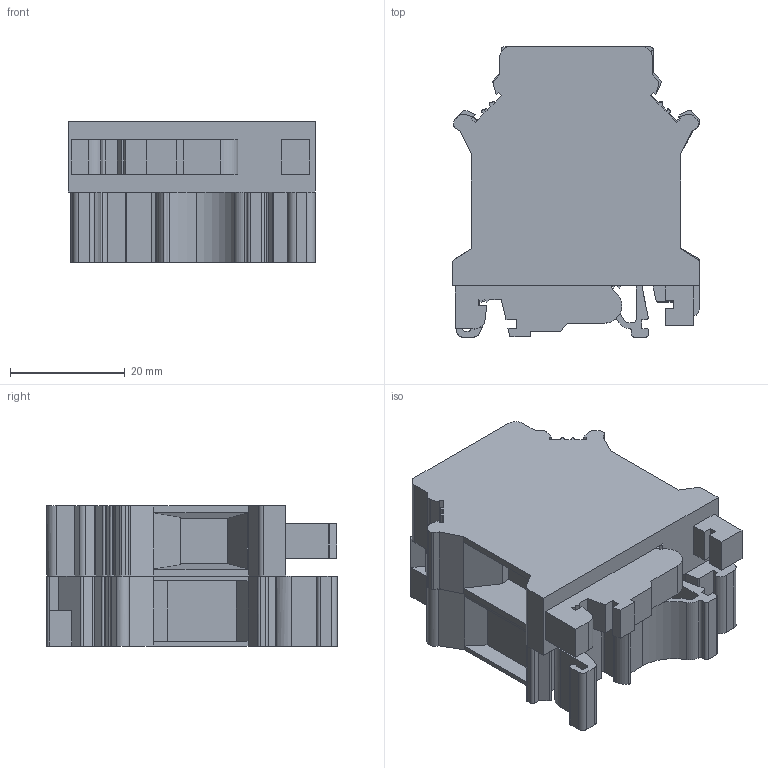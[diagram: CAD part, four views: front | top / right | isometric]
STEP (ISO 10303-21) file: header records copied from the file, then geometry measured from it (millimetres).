
FILE_DESCRIPTION((''),'2;1');
FILE_NAME('ASM0001_ASM','2021-09-06T',('Administrator'),(''),'PRO/ENGINEER BY PARAMETRIC TECHNOLOGY CORPORATION, 2013230','PRO/ENGINEER BY PARAMETRIC TECHNOLOGY CORPORATION, 2013230','');
FILE_SCHEMA(('AUTOMOTIVE_DESIGN { 1 0 10303 214 1 1 1 1 }'));
Length unit declared in the file: millimetre
Products named in the file (1): ASM0001_ASM
Bounding box: 43.01 x 50.5 x 24.4 mm (x, y, z)
Volume: 34766.7 mm3; surface area: 10804 mm2
Topology: 1 solids, 1 shells, 338 faces, 975 edges, 645 vertices
Faces by surface type: plane 254, cylinder 82, extrusion 2
Entity records: 11138 total; most frequent: CARTESIAN_POINT 1986, ORIENTED_EDGE 1950, DIRECTION 1860, EDGE_CURVE 975, VECTOR 754, LINE 752, VERTEX_POINT 645, AXIS2_PLACEMENT_3D 553
